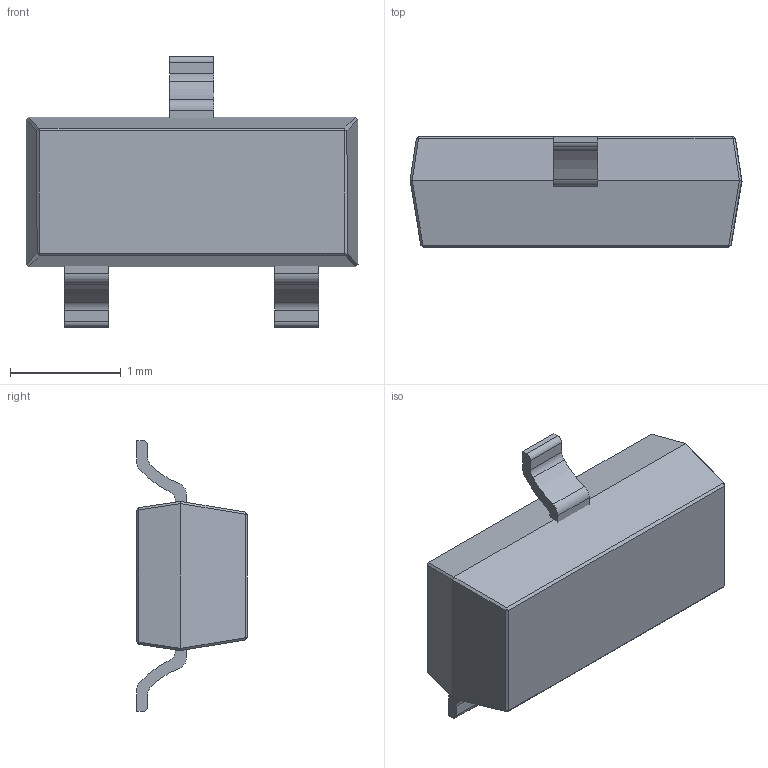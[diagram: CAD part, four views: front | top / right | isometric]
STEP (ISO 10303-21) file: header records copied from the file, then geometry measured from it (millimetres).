
FILE_DESCRIPTION(/* description */ (''),/* implementation_level */ '2;1');
FILE_NAME(/* name */ 'Transistor_NPN_J3Y_SOT23.stp',/* time_stamp */ '2020-09-12T14:03:30+02:00',/* author */ ('gabri'),/* organization */ (''),/* preprocessor_version */ 'ST-DEVELOPER v18.1',/* originating_system */ 'Autodesk Inventor 2021',/* authorisation */ '');
FILE_SCHEMA (('AUTOMOTIVE_DESIGN { 1 0 10303 214 3 1 1 }'));
Length unit declared in the file: millimetre
Products named in the file (1): AMS1117
Bounding box: 3 x 1 x 2.45 mm (x, y, z)
Volume: 3.8 mm3; surface area: 17.6 mm2
Topology: 4 solids, 4 shells, 82 faces, 198 edges, 124 vertices
Faces by surface type: plane 61, cylinder 21
Entity records: 2408 total; most frequent: DIRECTION 406, CARTESIAN_POINT 405, ORIENTED_EDGE 396, EDGE_CURVE 198, LINE 156, VECTOR 156, AXIS2_PLACEMENT_3D 125, VERTEX_POINT 124
